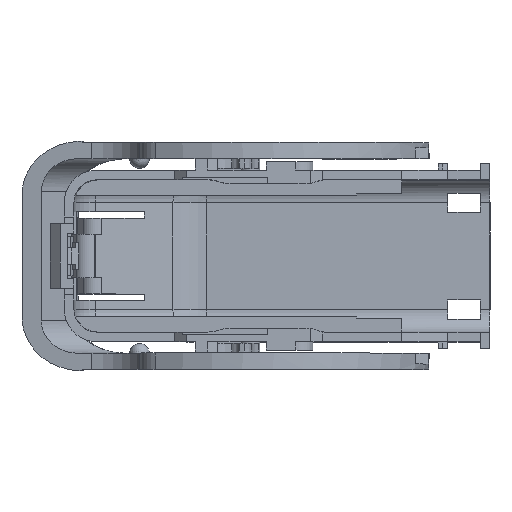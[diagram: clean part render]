
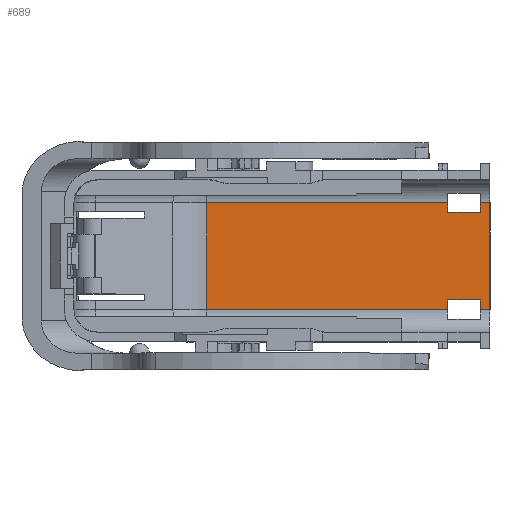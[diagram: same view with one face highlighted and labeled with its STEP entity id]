
A CAD part, top view. The second image highlights one B-rep face of the part: STEP entity #689.
In plain terms, the highlighted planar face has unit normal (0, 0, 1).
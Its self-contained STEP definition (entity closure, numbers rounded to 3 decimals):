
#689=ADVANCED_FACE('',(#1430),#1102,.F.);
#1102=PLANE('',#9339);
#1430=FACE_OUTER_BOUND('',#1874,.T.);
#1874=EDGE_LOOP('',(#2946,#2947,#2948,#2949,#2950,#2951,#2952,#2953,#2954,
#2955,#2956,#2957));
#2946=ORIENTED_EDGE('',*,*,#6367,.T.);
#2947=ORIENTED_EDGE('',*,*,#6368,.T.);
#2948=ORIENTED_EDGE('',*,*,#6369,.T.);
#2949=ORIENTED_EDGE('',*,*,#6370,.F.);
#2950=ORIENTED_EDGE('',*,*,#6371,.F.);
#2951=ORIENTED_EDGE('',*,*,#6135,.F.);
#2952=ORIENTED_EDGE('',*,*,#6372,.T.);
#2953=ORIENTED_EDGE('',*,*,#6373,.T.);
#2954=ORIENTED_EDGE('',*,*,#6374,.T.);
#2955=ORIENTED_EDGE('',*,*,#6142,.F.);
#2956=ORIENTED_EDGE('',*,*,#6375,.T.);
#2957=ORIENTED_EDGE('',*,*,#6376,.F.);
#5202=VERTEX_POINT('',#12936);
#5205=VERTEX_POINT('',#12941);
#5206=VERTEX_POINT('',#12943);
#5212=VERTEX_POINT('',#12964);
#5363=VERTEX_POINT('',#13460);
#5364=VERTEX_POINT('',#13461);
#5365=VERTEX_POINT('',#13463);
#5366=VERTEX_POINT('',#13465);
#5367=VERTEX_POINT('',#13467);
#5368=VERTEX_POINT('',#13470);
#5369=VERTEX_POINT('',#13472);
#5370=VERTEX_POINT('',#13475);
#6135=EDGE_CURVE('',#5205,#5206,#7432,.T.);
#6142=EDGE_CURVE('',#5212,#5202,#7435,.T.);
#6367=EDGE_CURVE('',#5363,#5364,#7604,.T.);
#6368=EDGE_CURVE('',#5364,#5365,#7605,.T.);
#6369=EDGE_CURVE('',#5365,#5366,#7606,.T.);
#6370=EDGE_CURVE('',#5367,#5366,#7607,.T.);
#6371=EDGE_CURVE('',#5206,#5367,#7608,.T.);
#6372=EDGE_CURVE('',#5205,#5368,#7609,.T.);
#6373=EDGE_CURVE('',#5368,#5369,#7610,.T.);
#6374=EDGE_CURVE('',#5369,#5202,#7611,.T.);
#6375=EDGE_CURVE('',#5212,#5370,#7612,.T.);
#6376=EDGE_CURVE('',#5363,#5370,#7613,.T.);
#7432=LINE('',#12942,#8413);
#7435=LINE('',#12965,#8416);
#7604=LINE('',#13459,#8585);
#7605=LINE('',#13462,#8586);
#7606=LINE('',#13464,#8587);
#7607=LINE('',#13466,#8588);
#7608=LINE('',#13468,#8589);
#7609=LINE('',#13469,#8590);
#7610=LINE('',#13471,#8591);
#7611=LINE('',#13473,#8592);
#7612=LINE('',#13474,#8593);
#7613=LINE('',#13476,#8594);
#8413=VECTOR('',#10309,1.);
#8416=VECTOR('',#10318,1.);
#8585=VECTOR('',#10685,1.);
#8586=VECTOR('',#10686,1.);
#8587=VECTOR('',#10687,1.);
#8588=VECTOR('',#10688,1.);
#8589=VECTOR('',#10689,1.);
#8590=VECTOR('',#10690,1.);
#8591=VECTOR('',#10691,1.);
#8592=VECTOR('',#10692,1.);
#8593=VECTOR('',#10693,1.);
#8594=VECTOR('',#10694,1.);
#9339=AXIS2_PLACEMENT_3D('',#13477,#10695,#10696);
#10309=DIRECTION('',(-1.,0.,0.));
#10318=DIRECTION('',(-1.,0.,0.));
#10685=DIRECTION('',(0.,-1.,0.));
#10686=DIRECTION('',(-1.,0.,0.));
#10687=DIRECTION('',(0.,1.,0.));
#10688=DIRECTION('',(1.,0.,0.));
#10689=DIRECTION('',(0.,1.,0.));
#10690=DIRECTION('',(0.,1.,0.));
#10691=DIRECTION('',(1.,0.,0.));
#10692=DIRECTION('',(0.,-1.,0.));
#10693=DIRECTION('',(0.,1.,0.));
#10694=DIRECTION('',(1.,0.,0.));
#10695=DIRECTION('',(0.,0.,-1.));
#10696=DIRECTION('',(-1.,0.,0.));
#12936=CARTESIAN_POINT('',(35.5,-8.25,-22.264));
#12941=CARTESIAN_POINT('',(30.5,-8.25,-22.264));
#12942=CARTESIAN_POINT('',(28.4,-8.25,-22.264));
#12943=CARTESIAN_POINT('',(-6.698,-8.25,-22.264));
#12964=CARTESIAN_POINT('',(37.,-8.25,-22.264));
#12965=CARTESIAN_POINT('',(28.4,-8.25,-22.264));
#13459=CARTESIAN_POINT('',(35.5,-13.25,-22.264));
#13460=CARTESIAN_POINT('',(35.5,8.25,-22.264));
#13461=CARTESIAN_POINT('',(35.5,6.75,-22.264));
#13462=CARTESIAN_POINT('',(28.4,6.75,-22.264));
#13463=CARTESIAN_POINT('',(30.5,6.75,-22.264));
#13464=CARTESIAN_POINT('',(30.5,-13.25,-22.264));
#13465=CARTESIAN_POINT('',(30.5,8.25,-22.264));
#13466=CARTESIAN_POINT('',(28.4,8.25,-22.264));
#13467=CARTESIAN_POINT('',(-6.698,8.25,-22.264));
#13468=CARTESIAN_POINT('',(-6.698,-13.25,-22.264));
#13469=CARTESIAN_POINT('',(30.5,-13.25,-22.264));
#13470=CARTESIAN_POINT('',(30.5,-6.75,-22.264));
#13471=CARTESIAN_POINT('',(28.4,-6.75,-22.264));
#13472=CARTESIAN_POINT('',(35.5,-6.75,-22.264));
#13473=CARTESIAN_POINT('',(35.5,-13.25,-22.264));
#13474=CARTESIAN_POINT('',(37.,-8.25,-22.264));
#13475=CARTESIAN_POINT('',(37.,8.25,-22.264));
#13476=CARTESIAN_POINT('',(28.4,8.25,-22.264));
#13477=CARTESIAN_POINT('',(28.4,-13.25,-22.264));
